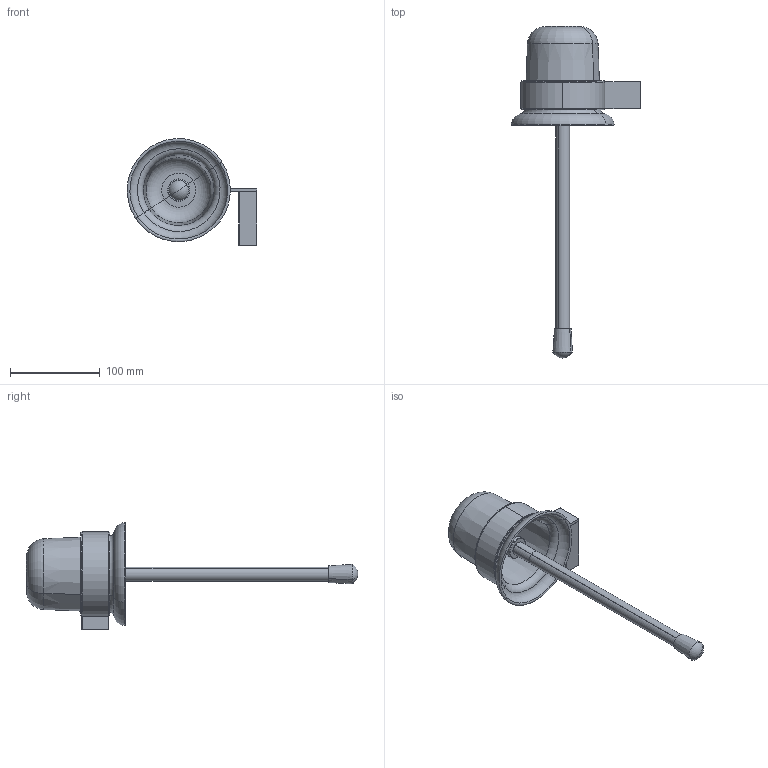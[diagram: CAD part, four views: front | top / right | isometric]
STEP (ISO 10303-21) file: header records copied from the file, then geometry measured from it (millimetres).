
FILE_DESCRIPTION (( 'STEP AP203' ), '1' );
FILE_NAME ('3388.STEP', '2016-07-20T14:32:24', ( '微软中国' ), ( 'Microsoft' ), 'SwSTEP 2.0', 'SolidWorks 2012', '' );
FILE_SCHEMA (( 'CONFIG_CONTROL_DESIGN' ));
Length unit declared in the file: millimetre
Products named in the file (15): 3388; 11鎮肭梟; 11鎮肭梟裔; 11鎮肭梟芃芛; 33马杯圈塑料; 11鎮肭戚; 33鎮戚殤; 33爾え; 33等戚諉裝; 33马杯圈; 内六角凹端紧定螺丝M5X5; 圉埴芛蹟佪M4X8; 33釱; 33假蚾え
Assembly tree (16 placements, depth 3):
  3388
    33假蚾え
    33釱
    圉埴芛蹟佪M4X8  x2
    内六角凹端紧定螺丝M5X5
    33鎮戚殤
      33马杯圈
      33等戚諉裝
      33爾え  x2
    11鎮肭戚
    33马杯圈塑料
    11鎮肭梟
      11鎮肭梟芃芛
      11鎮肭梟
      11鎮肭梟裔
Bounding box: 144.4 x 370 x 118.9 mm (x, y, z)
Volume: 175596.3 mm3; surface area: 156146.2 mm2
Topology: 14 solids, 14 shells, 400 faces, 998 edges, 636 vertices
Faces by surface type: cylinder 157, plane 127, cone 65, bspline 27, torus 24
Entity records: 21127 total; most frequent: CARTESIAN_POINT 11776, ORIENTED_EDGE 1660, DIRECTION 1572, EDGE_CURVE 830, AXIS2_PLACEMENT_3D 602, VERTEX_POINT 532, EDGE_LOOP 374, LINE 368
